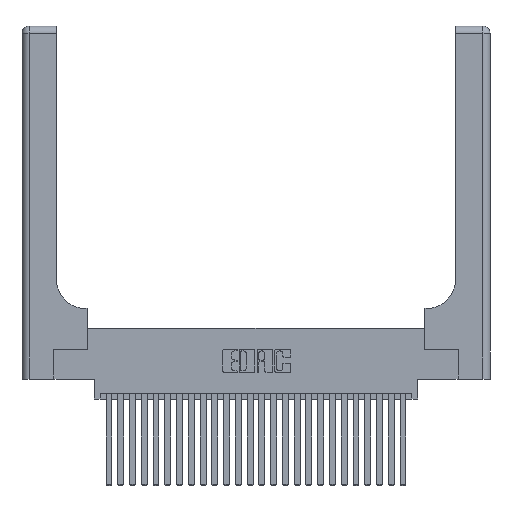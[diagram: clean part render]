
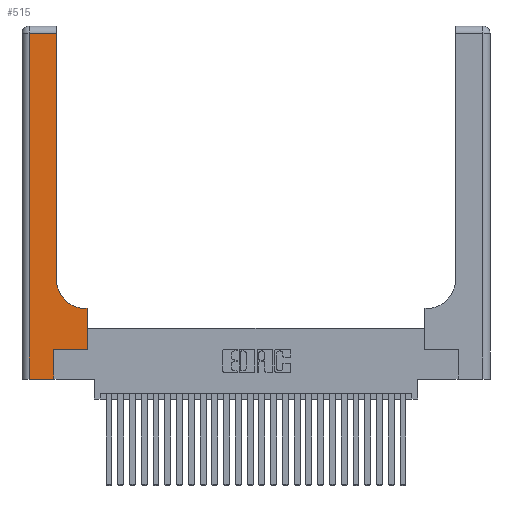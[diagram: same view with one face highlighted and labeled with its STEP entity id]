
A CAD part, top view. The second image highlights one B-rep face of the part: STEP entity #515.
In plain terms, the highlighted planar face has unit normal (0, 0, 1).
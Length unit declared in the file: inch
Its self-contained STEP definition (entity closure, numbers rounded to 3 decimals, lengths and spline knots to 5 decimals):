
#154 = ORIENTED_EDGE ( 'NONE', *, *, #9636, .T. ) ;
#515 = ADVANCED_FACE ( 'NONE', ( #617 ), #3023, .F. ) ;
#583 = CARTESIAN_POINT ( 'NONE',  ( 0.269, 0.25, 0.37 ) ) ;
#617 = FACE_OUTER_BOUND ( 'NONE', #22039, .T. ) ;
#979 = CARTESIAN_POINT ( 'NONE',  ( 0.5585, 0.25, 0.37 ) ) ;
#1137 = CARTESIAN_POINT ( 'NONE',  ( 0.269, 0.25, 0.37 ) ) ;
#1531 = LINE ( 'NONE', #16337, #17275 ) ;
#2666 = DIRECTION ( 'NONE',  ( -1., 0., 0. ) ) ;
#2700 = DIRECTION ( 'NONE',  ( 0., 0., -1. ) ) ;
#2709 = LINE ( 'NONE', #14348, #24749 ) ;
#2863 = CARTESIAN_POINT ( 'NONE',  ( 0., 3., 0.37 ) ) ;
#2965 = VECTOR ( 'NONE', #13473, 39.37008 ) ;
#3023 = PLANE ( 'NONE',  #21122 ) ;
#3596 = EDGE_CURVE ( 'NONE', #14721, #23694, #11483, .T. ) ;
#3998 = VECTOR ( 'NONE', #6218, 39.37008 ) ;
#4312 = VECTOR ( 'NONE', #11364, 39.37008 ) ;
#5300 = AXIS2_PLACEMENT_3D ( 'NONE', #24623, #11913, #26772 ) ;
#5607 = EDGE_CURVE ( 'NONE', #26794, #20886, #9761, .T. ) ;
#5735 = DIRECTION ( 'NONE',  ( 0., 1., 0. ) ) ;
#5877 = DIRECTION ( 'NONE',  ( 0., 1., 0. ) ) ;
#6218 = DIRECTION ( 'NONE',  ( -1., 0., 0. ) ) ;
#6662 = ORIENTED_EDGE ( 'NONE', *, *, #15077, .T. ) ;
#6721 = VECTOR ( 'NONE', #16426, 39.37008 ) ;
#9162 = CARTESIAN_POINT ( 'NONE',  ( 0.06, 0., 0.37 ) ) ;
#9636 = EDGE_CURVE ( 'NONE', #24888, #27163, #1531, .T. ) ;
#9761 = LINE ( 'NONE', #23109, #3998 ) ;
#9971 = LINE ( 'NONE', #10094, #20577 ) ;
#10068 = LINE ( 'NONE', #26125, #4312 ) ;
#10094 = CARTESIAN_POINT ( 'NONE',  ( 0.2915, 0.6, 0.37 ) ) ;
#10818 = LINE ( 'NONE', #27043, #6721 ) ;
#11276 = VERTEX_POINT ( 'NONE', #979 ) ;
#11364 = DIRECTION ( 'NONE',  ( 0., 1., 0. ) ) ;
#11449 = DIRECTION ( 'NONE',  ( 1., 0., 0. ) ) ;
#11483 = CIRCLE ( 'NONE', #5300, 0.25 ) ;
#11834 = VERTEX_POINT ( 'NONE', #9162 ) ;
#11913 = DIRECTION ( 'NONE',  ( 0., 0., -1. ) ) ;
#11954 = CARTESIAN_POINT ( 'NONE',  ( 0.269, 0., 0.37 ) ) ;
#11969 = ORIENTED_EDGE ( 'NONE', *, *, #13446, .T. ) ;
#12314 = ORIENTED_EDGE ( 'NONE', *, *, #24096, .T. ) ;
#12630 = EDGE_CURVE ( 'NONE', #11834, #24888, #17828, .T. ) ;
#12833 = VECTOR ( 'NONE', #11449, 39.37008 ) ;
#13446 = EDGE_CURVE ( 'NONE', #23694, #26794, #2709, .T. ) ;
#13473 = DIRECTION ( 'NONE',  ( 1., 0., 0. ) ) ;
#13694 = LINE ( 'NONE', #583, #2965 ) ;
#13948 = ORIENTED_EDGE ( 'NONE', *, *, #5607, .T. ) ;
#14348 = CARTESIAN_POINT ( 'NONE',  ( 0.2915, 3., 0.37 ) ) ;
#14721 = VERTEX_POINT ( 'NONE', #16325 ) ;
#15077 = EDGE_CURVE ( 'NONE', #27163, #11276, #13694, .T. ) ;
#16325 = CARTESIAN_POINT ( 'NONE',  ( 0.5415, 0.6, 0.37 ) ) ;
#16337 = CARTESIAN_POINT ( 'NONE',  ( 0.269, 0., 0.37 ) ) ;
#16426 = DIRECTION ( 'NONE',  ( 0., -1., 0. ) ) ;
#16897 = CARTESIAN_POINT ( 'NONE',  ( 0.2915, 2.94, 0.37 ) ) ;
#17275 = VECTOR ( 'NONE', #5735, 39.37008 ) ;
#17828 = LINE ( 'NONE', #19885, #12833 ) ;
#17967 = ORIENTED_EDGE ( 'NONE', *, *, #18458, .T. ) ;
#18458 = EDGE_CURVE ( 'NONE', #24984, #14721, #9971, .T. ) ;
#19885 = CARTESIAN_POINT ( 'NONE',  ( 0., 0., 0.37 ) ) ;
#20577 = VECTOR ( 'NONE', #27086, 39.37008 ) ;
#20738 = CARTESIAN_POINT ( 'NONE',  ( 0.2915, 0.85, 0.37 ) ) ;
#20886 = VERTEX_POINT ( 'NONE', #23895 ) ;
#20940 = ORIENTED_EDGE ( 'NONE', *, *, #21655, .T. ) ;
#21122 = AXIS2_PLACEMENT_3D ( 'NONE', #2863, #2700, #2666 ) ;
#21655 = EDGE_CURVE ( 'NONE', #20886, #11834, #10818, .T. ) ;
#22039 = EDGE_LOOP ( 'NONE', ( #11969, #13948, #20940, #22266, #154, #6662, #12314, #17967, #24939 ) ) ;
#22266 = ORIENTED_EDGE ( 'NONE', *, *, #12630, .T. ) ;
#23109 = CARTESIAN_POINT ( 'NONE',  ( 0., 2.94, 0.37 ) ) ;
#23694 = VERTEX_POINT ( 'NONE', #20738 ) ;
#23895 = CARTESIAN_POINT ( 'NONE',  ( 0.06, 2.94, 0.37 ) ) ;
#24096 = EDGE_CURVE ( 'NONE', #11276, #24984, #10068, .T. ) ;
#24623 = CARTESIAN_POINT ( 'NONE',  ( 0.5415, 0.85, 0.37 ) ) ;
#24749 = VECTOR ( 'NONE', #5877, 39.37008 ) ;
#24888 = VERTEX_POINT ( 'NONE', #11954 ) ;
#24939 = ORIENTED_EDGE ( 'NONE', *, *, #3596, .T. ) ;
#24945 = CARTESIAN_POINT ( 'NONE',  ( 0.5585, 0.6, 0.37 ) ) ;
#24984 = VERTEX_POINT ( 'NONE', #24945 ) ;
#26125 = CARTESIAN_POINT ( 'NONE',  ( 0.5585, 0.25, 0.37 ) ) ;
#26772 = DIRECTION ( 'NONE',  ( 1., 0., 0. ) ) ;
#26794 = VERTEX_POINT ( 'NONE', #16897 ) ;
#27043 = CARTESIAN_POINT ( 'NONE',  ( 0.06, 3., 0.37 ) ) ;
#27086 = DIRECTION ( 'NONE',  ( -1., 0., 0. ) ) ;
#27163 = VERTEX_POINT ( 'NONE', #1137 ) ;
